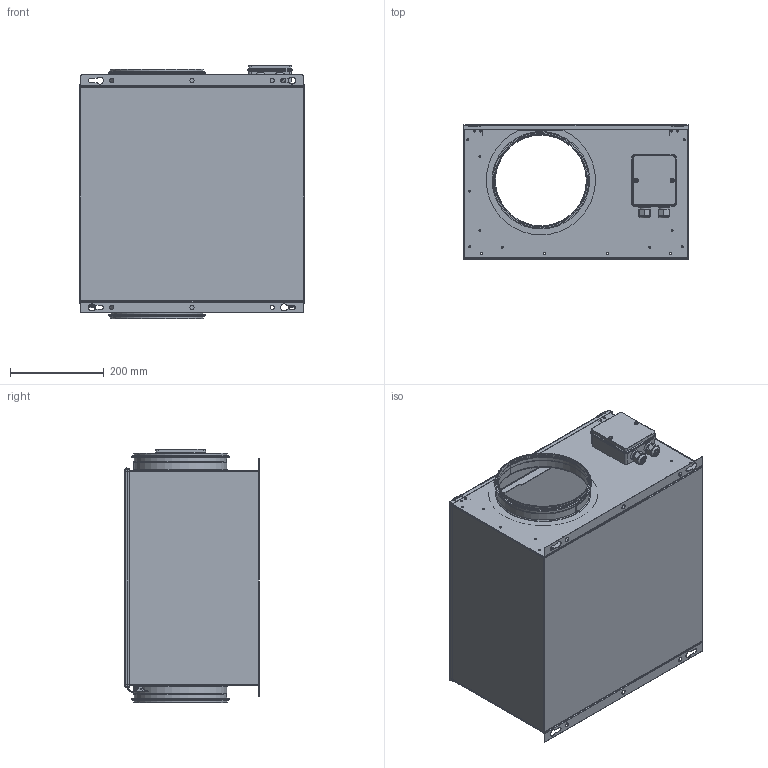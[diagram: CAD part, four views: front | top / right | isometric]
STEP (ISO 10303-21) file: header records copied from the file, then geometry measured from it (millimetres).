
FILE_DESCRIPTION (( 'STEP AP203' ), '1' );
FILE_NAME ('129473-00_ISOR200EC20.STEP', '2014-10-14T13:35:24', ( '' ), ( '' ), 'SwSTEP 2.0', 'SolidWorks 2012', '' );
FILE_SCHEMA (( 'CONFIG_CONTROL_DESIGN' ));
Length unit declared in the file: millimetre
Products named in the file (1): 129473-00_ISOR200EC20
Bounding box: 482.2 x 286.8 x 541.5 mm (x, y, z)
Surface area: 2213637.6 mm2 (no closed solid volume)
Topology: 0 solids, 66 shells, 780 faces, 2376 edges, 1596 vertices
Faces by surface type: cylinder 388, plane 228, torus 64, bspline 62, cone 38
Entity records: 30245 total; most frequent: CARTESIAN_POINT 8572, DIRECTION 4786, ORIENTED_EDGE 3968, EDGE_CURVE 2376, AXIS2_PLACEMENT_3D 1850, VERTEX_POINT 1596, CIRCLE 1131, VECTOR 1086
